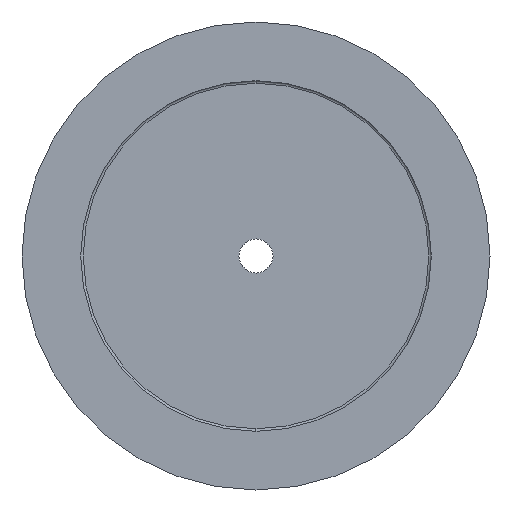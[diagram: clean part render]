
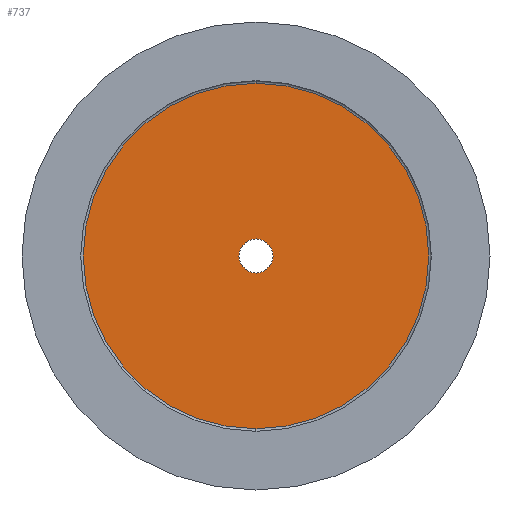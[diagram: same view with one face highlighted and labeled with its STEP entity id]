
A CAD part, left-side view. The second image highlights one B-rep face of the part: STEP entity #737.
In plain terms, the highlighted planar face has unit normal (-1, 0, 0).
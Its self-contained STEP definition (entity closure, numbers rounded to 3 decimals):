
#9 = DIRECTION ( 'NONE',  ( -1., 0., 0. ) ) ;
#10 = VERTEX_POINT ( 'NONE', #600 ) ;
#22 = VERTEX_POINT ( 'NONE', #615 ) ;
#29 = VERTEX_POINT ( 'NONE', #596 ) ;
#97 = VERTEX_POINT ( 'NONE', #814 ) ;
#106 = AXIS2_PLACEMENT_3D ( 'NONE', #481, #410, #413 ) ;
#119 = AXIS2_PLACEMENT_3D ( 'NONE', #539, #544, #546 ) ;
#188 = ORIENTED_EDGE ( 'NONE', *, *, #764, .F. ) ;
#197 = AXIS2_PLACEMENT_3D ( 'NONE', #470, #468, #484 ) ;
#209 = CARTESIAN_POINT ( 'NONE',  ( 2.5, 0., 0. ) ) ;
#279 = ORIENTED_EDGE ( 'NONE', *, *, #280, .F. ) ;
#280 = EDGE_CURVE ( 'NONE', #22, #10, #588, .T. ) ;
#322 = ORIENTED_EDGE ( 'NONE', *, *, #697, .T. ) ;
#410 = DIRECTION ( 'NONE',  ( -1., 0., 0. ) ) ;
#413 = DIRECTION ( 'NONE',  ( 0., 0., 1. ) ) ;
#468 = DIRECTION ( 'NONE',  ( 1., 0., 0. ) ) ;
#470 = CARTESIAN_POINT ( 'NONE',  ( 2.5, 2., 0. ) ) ;
#473 = PLANE ( 'NONE',  #197 ) ;
#481 = CARTESIAN_POINT ( 'NONE',  ( 2.5, 0., 0. ) ) ;
#484 = DIRECTION ( 'NONE',  ( 0., 0., -1. ) ) ;
#502 = DIRECTION ( 'NONE',  ( 0., 0., 1. ) ) ;
#539 = CARTESIAN_POINT ( 'NONE',  ( 2.5, 0., 0. ) ) ;
#544 = DIRECTION ( 'NONE',  ( -1., 0., 0. ) ) ;
#546 = DIRECTION ( 'NONE',  ( 0., 0., 1. ) ) ;
#570 = AXIS2_PLACEMENT_3D ( 'NONE', #209, #9, #502 ) ;
#588 = CIRCLE ( 'NONE', #570, 2. ) ;
#589 = CIRCLE ( 'NONE', #106, 20.3 ) ;
#596 = CARTESIAN_POINT ( 'NONE',  ( 2.5, 0., 20.3 ) ) ;
#600 = CARTESIAN_POINT ( 'NONE',  ( 2.5, 0., -2. ) ) ;
#615 = CARTESIAN_POINT ( 'NONE',  ( 2.5, 0., 2. ) ) ;
#697 = EDGE_CURVE ( 'NONE', #97, #29, #589, .T. ) ;
#737 = ADVANCED_FACE ( 'NONE', ( #859, #837 ), #473, .F. ) ;
#760 = EDGE_LOOP ( 'NONE', ( #882, #322 ) ) ;
#764 = EDGE_CURVE ( 'NONE', #10, #22, #804, .T. ) ;
#765 = CIRCLE ( 'NONE', #801, 20.3 ) ;
#769 = EDGE_LOOP ( 'NONE', ( #279, #188 ) ) ;
#801 = AXIS2_PLACEMENT_3D ( 'NONE', #817, #820, #823 ) ;
#803 = EDGE_CURVE ( 'NONE', #29, #97, #765, .T. ) ;
#804 = CIRCLE ( 'NONE', #119, 2. ) ;
#814 = CARTESIAN_POINT ( 'NONE',  ( 2.5, 0., -20.3 ) ) ;
#817 = CARTESIAN_POINT ( 'NONE',  ( 2.5, 0., 0. ) ) ;
#820 = DIRECTION ( 'NONE',  ( -1., 0., 0. ) ) ;
#823 = DIRECTION ( 'NONE',  ( 0., 0., 1. ) ) ;
#837 = FACE_OUTER_BOUND ( 'NONE', #760, .T. ) ;
#859 = FACE_BOUND ( 'NONE', #769, .T. ) ;
#882 = ORIENTED_EDGE ( 'NONE', *, *, #803, .T. ) ;
